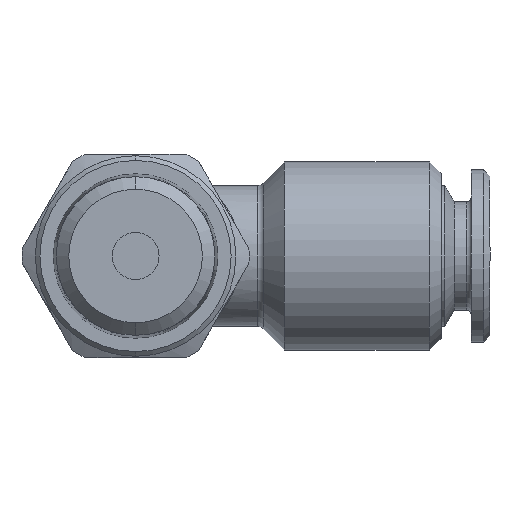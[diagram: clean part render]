
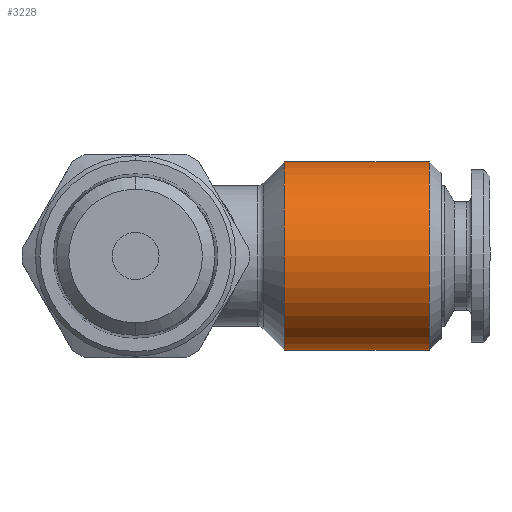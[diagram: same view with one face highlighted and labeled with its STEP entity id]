
A CAD part, front view. The second image highlights one B-rep face of the part: STEP entity #3228.
In plain terms, the highlighted cylindrical face has radius 6 mm (diameter 12 mm), a partial arc.
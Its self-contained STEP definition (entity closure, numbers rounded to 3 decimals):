
#1235 = FACE_OUTER_BOUND ( 'NONE', #3280, .T. ) ;
#1257 = AXIS2_PLACEMENT_3D ( 'NONE', #1264, #1263, #1262 ) ;
#1262 = DIRECTION ( 'NONE',  ( 0., 0., 1. ) ) ;
#1263 = DIRECTION ( 'NONE',  ( -1., 0., 0. ) ) ;
#1264 = CARTESIAN_POINT ( 'NONE',  ( -6.474, 0., 0. ) ) ;
#1280 = CYLINDRICAL_SURFACE ( 'NONE', #1257, 6. ) ;
#1638 = DIRECTION ( 'NONE',  ( -1., 0., 0. ) ) ;
#1639 = CARTESIAN_POINT ( 'NONE',  ( 18.75, 0., 0. ) ) ;
#1640 = AXIS2_PLACEMENT_3D ( 'NONE', #1639, #1638, #1645 ) ;
#1642 = CIRCLE ( 'NONE', #1640, 6. ) ;
#1645 = DIRECTION ( 'NONE',  ( 0., 0., 1. ) ) ;
#1794 = CARTESIAN_POINT ( 'NONE',  ( 9.5, 0., -6. ) ) ;
#1919 = CARTESIAN_POINT ( 'NONE',  ( 9.5, 0., 6. ) ) ;
#2030 = VECTOR ( 'NONE', #2033, 1000. ) ;
#2032 = LINE ( 'NONE', #2039, #2030 ) ;
#2033 = DIRECTION ( 'NONE',  ( -1., 0., 0. ) ) ;
#2039 = CARTESIAN_POINT ( 'NONE',  ( -6.474, 0., -6. ) ) ;
#2042 = CARTESIAN_POINT ( 'NONE',  ( 18.75, 0., 6. ) ) ;
#2117 = DIRECTION ( 'NONE',  ( -1., 0., 0. ) ) ;
#2118 = LINE ( 'NONE', #2138, #2137 ) ;
#2137 = VECTOR ( 'NONE', #2117, 1000. ) ;
#2138 = CARTESIAN_POINT ( 'NONE',  ( -6.474, 0., 6. ) ) ;
#2266 = CARTESIAN_POINT ( 'NONE',  ( 18.75, 0., -6. ) ) ;
#2659 = DIRECTION ( 'NONE',  ( 1., 0., 0. ) ) ;
#2660 = CIRCLE ( 'NONE', #2665, 6. ) ;
#2665 = AXIS2_PLACEMENT_3D ( 'NONE', #2669, #2659, #2670 ) ;
#2669 = CARTESIAN_POINT ( 'NONE',  ( 9.5, 0., 0. ) ) ;
#2670 = DIRECTION ( 'NONE',  ( 0., 0., -1. ) ) ;
#3228 = ADVANCED_FACE ( 'NONE', ( #1235 ), #1280, .T. ) ;
#3233 = ORIENTED_EDGE ( 'NONE', *, *, #3268, .T. ) ;
#3267 = ORIENTED_EDGE ( 'NONE', *, *, #3764, .F. ) ;
#3268 = EDGE_CURVE ( 'NONE', #3740, #3768, #1642, .T. ) ;
#3280 = EDGE_LOOP ( 'NONE', ( #3267, #3233, #3305, #3300 ) ) ;
#3300 = ORIENTED_EDGE ( 'NONE', *, *, #3451, .T. ) ;
#3305 = ORIENTED_EDGE ( 'NONE', *, *, #3824, .T. ) ;
#3451 = EDGE_CURVE ( 'NONE', #3725, #3703, #2660, .T. ) ;
#3703 = VERTEX_POINT ( 'NONE', #1794 ) ;
#3725 = VERTEX_POINT ( 'NONE', #1919 ) ;
#3740 = VERTEX_POINT ( 'NONE', #2266 ) ;
#3764 = EDGE_CURVE ( 'NONE', #3740, #3703, #2032, .T. ) ;
#3768 = VERTEX_POINT ( 'NONE', #2042 ) ;
#3824 = EDGE_CURVE ( 'NONE', #3768, #3725, #2118, .T. ) ;
